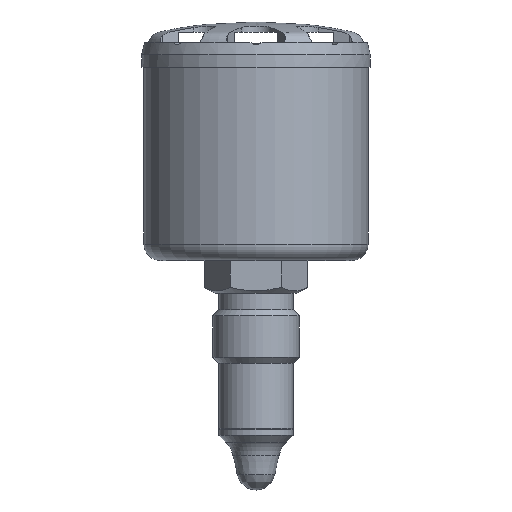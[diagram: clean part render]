
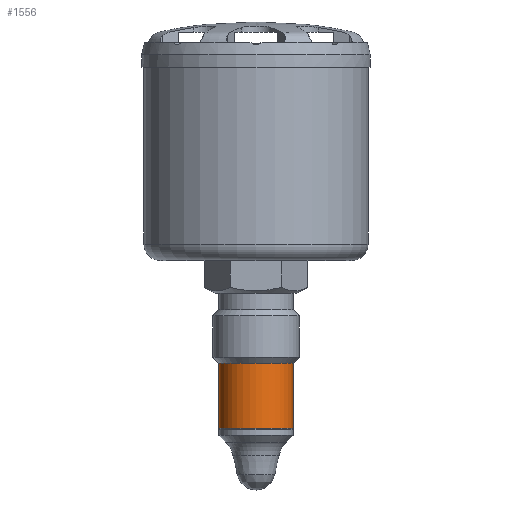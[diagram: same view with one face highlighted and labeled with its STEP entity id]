
A CAD part, left-side view. The second image highlights one B-rep face of the part: STEP entity #1556.
In plain terms, the highlighted cylindrical face has radius 9 mm (diameter 18 mm), a full revolution.
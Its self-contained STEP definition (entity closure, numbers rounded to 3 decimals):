
#1556 = ADVANCED_FACE( '', ( #3299, #3300 ), #3301, .T. );
#3299 = FACE_OUTER_BOUND( '', #5223, .T. );
#3300 = FACE_OUTER_BOUND( '', #5224, .T. );
#3301 = CYLINDRICAL_SURFACE( '', #5225, 9. );
#5223 = EDGE_LOOP( '', ( #9853 ) );
#5224 = EDGE_LOOP( '', ( #9854 ) );
#5225 = AXIS2_PLACEMENT_3D( '', #9855, #9856, #9857 );
#9853 = ORIENTED_EDGE( '', *, *, #12785, .F. );
#9854 = ORIENTED_EDGE( '', *, *, #12345, .F. );
#9855 = CARTESIAN_POINT( '', ( 0., 0., -25. ) );
#9856 = DIRECTION( '', ( 0., 0., 1. ) );
#9857 = DIRECTION( '', ( 1., 0., 0. ) );
#12345 = EDGE_CURVE( '', #15328, #15328, #15329, .T. );
#12785 = EDGE_CURVE( '', #15921, #15921, #15922, .T. );
#15328 = VERTEX_POINT( '', #20024 );
#15329 = CIRCLE( '', #20025, 9. );
#15921 = VERTEX_POINT( '', #21017 );
#15922 = CIRCLE( '', #21018, 9. );
#20024 = CARTESIAN_POINT( '', ( 9., 0., -40.85 ) );
#20025 = AXIS2_PLACEMENT_3D( '', #23371, #23372, #23373 );
#21017 = CARTESIAN_POINT( '', ( 0., 9., -24.99 ) );
#21018 = AXIS2_PLACEMENT_3D( '', #23918, #23919, #23920 );
#23371 = CARTESIAN_POINT( '', ( 0., 0., -40.85 ) );
#23372 = DIRECTION( '', ( 0., 0., -1. ) );
#23373 = DIRECTION( '', ( 1., 0., 0. ) );
#23918 = CARTESIAN_POINT( '', ( 0., 0., -24.99 ) );
#23919 = DIRECTION( '', ( 0., 0., 1. ) );
#23920 = DIRECTION( '', ( 0., 1., 0. ) );
